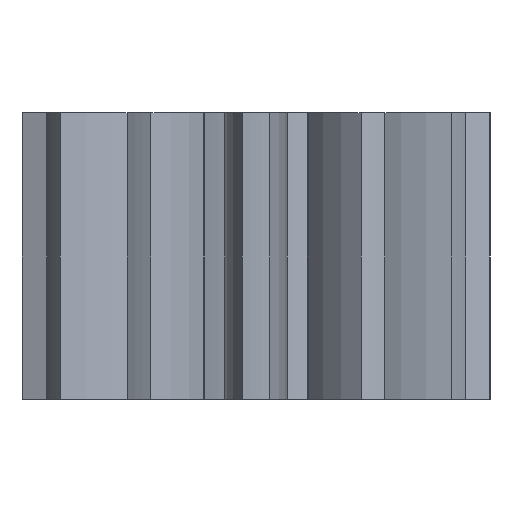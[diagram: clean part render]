
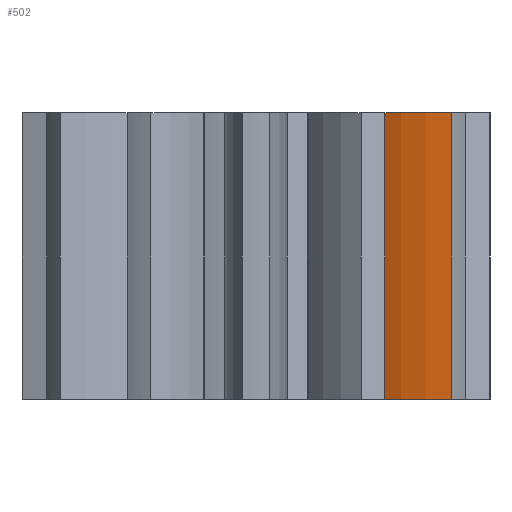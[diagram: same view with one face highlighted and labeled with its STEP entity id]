
A CAD part, front view. The second image highlights one B-rep face of the part: STEP entity #502.
In plain terms, the highlighted cylindrical face has radius 3.565 mm (diameter 7.13 mm), a partial arc.
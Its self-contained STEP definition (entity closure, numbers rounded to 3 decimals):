
#461=CARTESIAN_POINT('',(4.335,0.864,-40.745));
#462=DIRECTION('',(0.0,0.0,1.0));
#463=DIRECTION('',(-0.5,-0.866,0.0));
#464=AXIS2_PLACEMENT_3D('',#461,#462,#463);
#465=CYLINDRICAL_SURFACE('',#464,3.565);
#466=CARTESIAN_POINT('',(2.552,-2.223,-6.0));
#467=VERTEX_POINT('',#466);
#468=CARTESIAN_POINT('',(2.552,-2.223,0.0));
#469=VERTEX_POINT('',#468);
#470=CARTESIAN_POINT('',(2.552,-2.223,-6.0));
#471=DIRECTION('',(0.0,0.0,1.0));
#472=VECTOR('',#471,6.0);
#473=LINE('',#470,#472);
#474=EDGE_CURVE('',#467,#469,#473,.T.);
#475=ORIENTED_EDGE('',*,*,#474,.F.);
#476=CARTESIAN_POINT('',(4.094,-2.693,-6.));
#477=VERTEX_POINT('',#476);
#478=CARTESIAN_POINT('',(4.335,0.864,-6.));
#479=DIRECTION('',(0.0,0.0,-1.));
#480=DIRECTION('',(0.5,0.866,0.0));
#481=AXIS2_PLACEMENT_3D('',#478,#479,#480);
#482=CIRCLE('',#481,3.565);
#483=EDGE_CURVE('',#477,#467,#482,.T.);
#484=ORIENTED_EDGE('',*,*,#483,.F.);
#485=CARTESIAN_POINT('',(4.094,-2.693,0.0));
#486=VERTEX_POINT('',#485);
#487=CARTESIAN_POINT('',(4.094,-2.693,-6.));
#488=DIRECTION('',(0.0,0.0,1.0));
#489=VECTOR('',#488,6.);
#490=LINE('',#487,#489);
#491=EDGE_CURVE('',#477,#486,#490,.T.);
#492=ORIENTED_EDGE('',*,*,#491,.T.);
#493=CARTESIAN_POINT('',(4.335,0.864,0.0));
#494=DIRECTION('',(0.0,0.0,1.));
#495=DIRECTION('',(-0.5,-0.866,0.0));
#496=AXIS2_PLACEMENT_3D('',#493,#494,#495);
#497=CIRCLE('',#496,3.565);
#498=EDGE_CURVE('',#469,#486,#497,.T.);
#499=ORIENTED_EDGE('',*,*,#498,.F.);
#500=EDGE_LOOP('',(#475,#484,#492,#499));
#501=FACE_OUTER_BOUND('',#500,.T.);
#502=ADVANCED_FACE('',(#501),#465,.T.);
